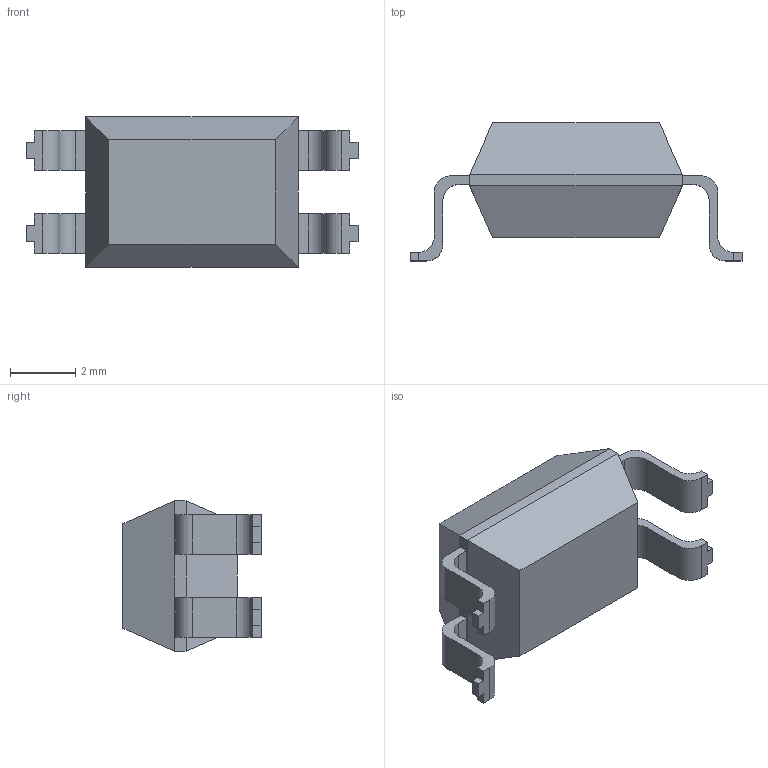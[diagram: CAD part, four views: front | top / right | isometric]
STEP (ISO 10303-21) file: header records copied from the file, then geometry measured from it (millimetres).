
FILE_DESCRIPTION (( 'STEP AP214' ), '1' );
FILE_NAME ('FOD817, FOD804 SMD.STEP', '2015-03-20T17:03:55', ( '' ), ( '' ), 'SwSTEP 2.0', 'SolidWorks 2014', '' );
FILE_SCHEMA (( 'AUTOMOTIVE_DESIGN' ));
Length unit declared in the file: millimetre
Products named in the file (3): FOD817, FOD804 SMD; FOD817 FOD814 SMD Pins; FOD817 FOD814 SMD Body
Assembly tree (2 placements, depth 2):
  FOD817, FOD804 SMD
    FOD817 FOD814 SMD Body
    FOD817 FOD814 SMD Pins
Bounding box: 10.15 x 4.22 x 4.6 mm (x, y, z)
Volume: 92.8 mm3; surface area: 199.5 mm2
Topology: 2 solids, 2 shells, 79 faces, 206 edges, 132 vertices
Faces by surface type: plane 61, cylinder 18
Entity records: 2850 total; most frequent: CARTESIAN_POINT 422, ORIENTED_EDGE 412, DIRECTION 410, EDGE_CURVE 206, LINE 170, VECTOR 170, VERTEX_POINT 132, AXIS2_PLACEMENT_3D 120
